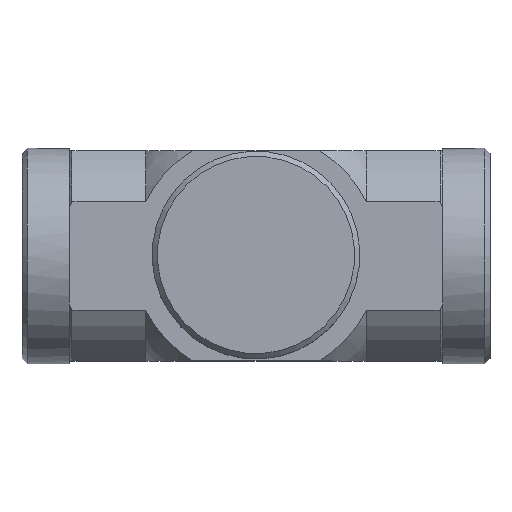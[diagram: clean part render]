
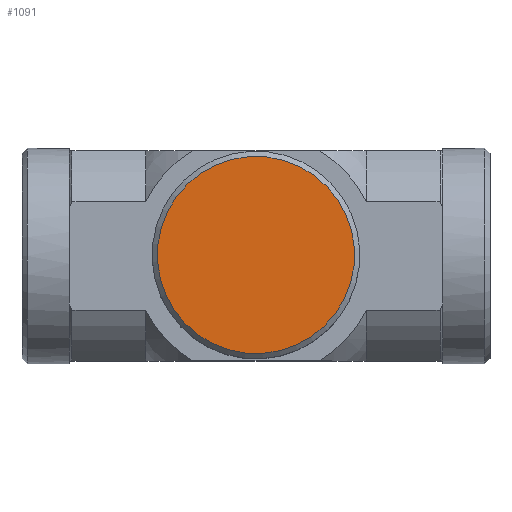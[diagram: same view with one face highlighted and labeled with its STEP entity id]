
A CAD part, top view. The second image highlights one B-rep face of the part: STEP entity #1091.
In plain terms, the highlighted planar face has unit normal (0, 0, 1).
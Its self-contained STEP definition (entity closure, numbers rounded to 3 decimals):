
#167=ORIENTED_EDGE('',*,*,#455,.F.);
#455=EDGE_CURVE('',#599,#599,#699,.T.);
#599=VERTEX_POINT('',#1699);
#699=CIRCLE('',#1174,18.75);
#783=EDGE_LOOP('',(#167));
#885=FACE_BOUND('',#783,.T.);
#987=PLANE('',#1173);
#1091=ADVANCED_FACE('',(#885),#987,.F.);
#1173=AXIS2_PLACEMENT_3D('',#1697,#1334,#1335);
#1174=AXIS2_PLACEMENT_3D('',#1698,#1336,#1337);
#1334=DIRECTION('',(0.,0.,-1.));
#1335=DIRECTION('',(-0.806,0.592,0.));
#1336=DIRECTION('',(0.,0.,-1.));
#1337=DIRECTION('',(-0.806,0.592,0.));
#1697=CARTESIAN_POINT('',(35.5,22.5,109.));
#1698=CARTESIAN_POINT('',(35.5,22.5,109.));
#1699=CARTESIAN_POINT('',(20.385,33.595,109.));
